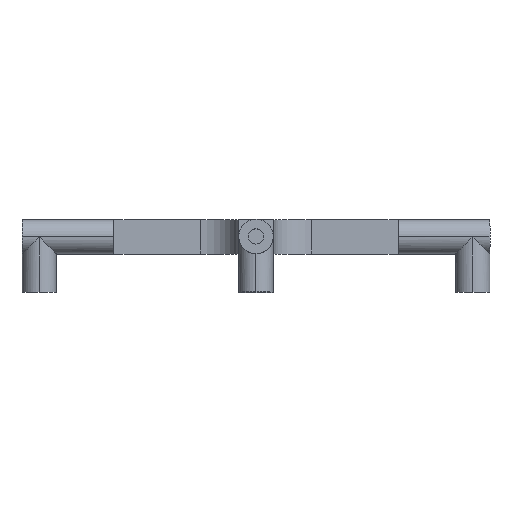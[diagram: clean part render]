
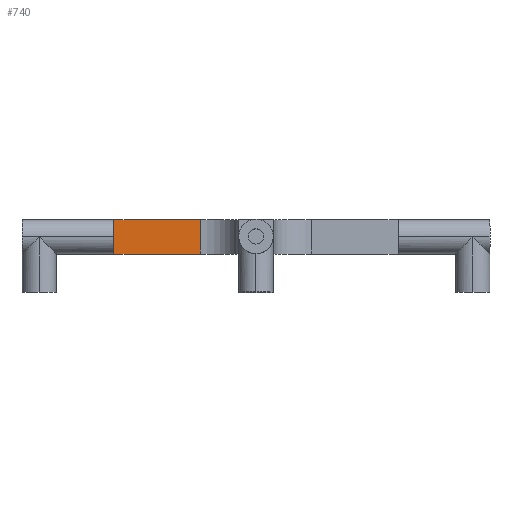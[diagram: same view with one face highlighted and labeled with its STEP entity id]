
A CAD part, top view. The second image highlights one B-rep face of the part: STEP entity #740.
In plain terms, the highlighted planar face has unit normal (0, 0, 1).
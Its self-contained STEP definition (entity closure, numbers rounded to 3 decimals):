
#22 = FACE_OUTER_BOUND ( 'NONE', #275, .T. ) ;
#203 = LINE ( 'NONE', #2263, #1584 ) ;
#218 = ORIENTED_EDGE ( 'NONE', *, *, #2015, .T. ) ;
#245 = ORIENTED_EDGE ( 'NONE', *, *, #1053, .F. ) ;
#254 = EDGE_CURVE ( 'NONE', #384, #916, #2098, .T. ) ;
#275 = EDGE_LOOP ( 'NONE', ( #218, #2365, #1356, #245, #1936 ) ) ;
#344 = CARTESIAN_POINT ( 'NONE',  ( -18.54, 0., 2.25 ) ) ;
#384 = VERTEX_POINT ( 'NONE', #1464 ) ;
#527 = DIRECTION ( 'NONE',  ( -1., 0., 0. ) ) ;
#614 = VECTOR ( 'NONE', #1307, 1000. ) ;
#641 = VECTOR ( 'NONE', #1941, 1000. ) ;
#709 = VERTEX_POINT ( 'NONE', #344 ) ;
#734 = CARTESIAN_POINT ( 'NONE',  ( -30.54, 4.5, 2.25 ) ) ;
#740 = ADVANCED_FACE ( 'NONE', ( #22 ), #2319, .F. ) ;
#783 = VECTOR ( 'NONE', #1497, 1000. ) ;
#821 = AXIS2_PLACEMENT_3D ( 'NONE', #1611, #870, #527 ) ;
#865 = CARTESIAN_POINT ( 'NONE',  ( -18.54, 4.5, 2.25 ) ) ;
#870 = DIRECTION ( 'NONE',  ( 0., 0., -1. ) ) ;
#916 = VERTEX_POINT ( 'NONE', #1251 ) ;
#994 = DIRECTION ( 'NONE',  ( 0., 1., 0. ) ) ;
#1053 = EDGE_CURVE ( 'NONE', #1328, #1810, #1931, .T. ) ;
#1063 = DIRECTION ( 'NONE',  ( 0., 1., 0. ) ) ;
#1251 = CARTESIAN_POINT ( 'NONE',  ( -7.25, 4.5, 2.25 ) ) ;
#1307 = DIRECTION ( 'NONE',  ( 1., 0., 0. ) ) ;
#1317 = VECTOR ( 'NONE', #1063, 1000. ) ;
#1328 = VERTEX_POINT ( 'NONE', #1756 ) ;
#1356 = ORIENTED_EDGE ( 'NONE', *, *, #1948, .F. ) ;
#1460 = CARTESIAN_POINT ( 'NONE',  ( -18.54, 4.5, 2.25 ) ) ;
#1464 = CARTESIAN_POINT ( 'NONE',  ( -7.25, 0., 2.25 ) ) ;
#1497 = DIRECTION ( 'NONE',  ( 1., 0., 0. ) ) ;
#1500 = LINE ( 'NONE', #734, #783 ) ;
#1584 = VECTOR ( 'NONE', #994, 1000. ) ;
#1611 = CARTESIAN_POINT ( 'NONE',  ( -30.54, 4.5, 2.25 ) ) ;
#1619 = EDGE_CURVE ( 'NONE', #709, #1328, #203, .T. ) ;
#1668 = CARTESIAN_POINT ( 'NONE',  ( -30.54, 0., 2.25 ) ) ;
#1756 = CARTESIAN_POINT ( 'NONE',  ( -18.54, 2.25, 2.25 ) ) ;
#1810 = VERTEX_POINT ( 'NONE', #865 ) ;
#1931 = LINE ( 'NONE', #1460, #1317 ) ;
#1936 = ORIENTED_EDGE ( 'NONE', *, *, #1619, .F. ) ;
#1941 = DIRECTION ( 'NONE',  ( 0., 1., 0. ) ) ;
#1948 = EDGE_CURVE ( 'NONE', #1810, #916, #1500, .T. ) ;
#2015 = EDGE_CURVE ( 'NONE', #709, #384, #2130, .T. ) ;
#2098 = LINE ( 'NONE', #2287, #641 ) ;
#2130 = LINE ( 'NONE', #1668, #614 ) ;
#2263 = CARTESIAN_POINT ( 'NONE',  ( -18.54, 4.5, 2.25 ) ) ;
#2287 = CARTESIAN_POINT ( 'NONE',  ( -7.25, 4.5, 2.25 ) ) ;
#2319 = PLANE ( 'NONE',  #821 ) ;
#2365 = ORIENTED_EDGE ( 'NONE', *, *, #254, .T. ) ;
